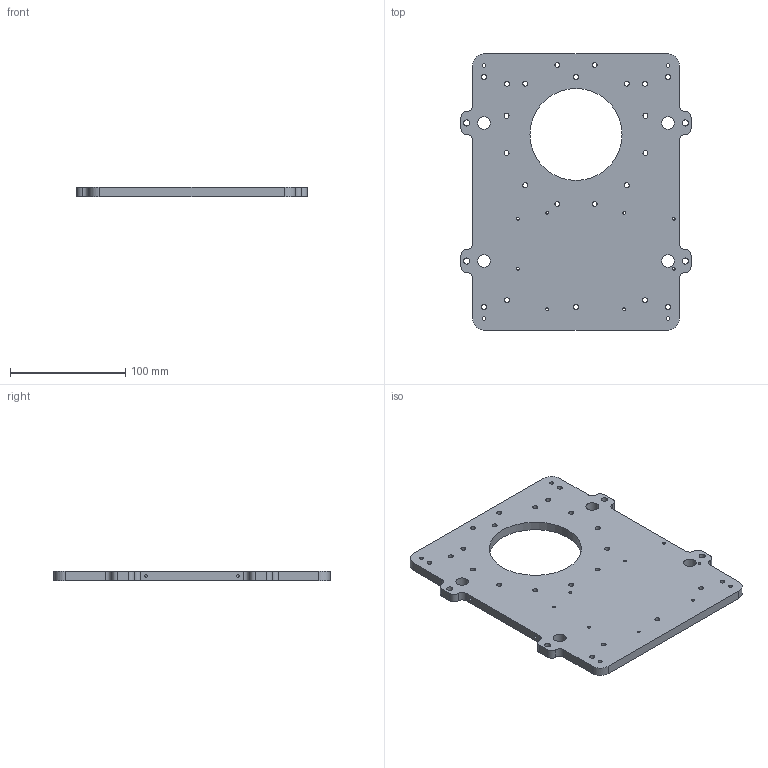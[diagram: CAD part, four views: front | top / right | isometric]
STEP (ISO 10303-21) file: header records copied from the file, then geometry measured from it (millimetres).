
FILE_DESCRIPTION(/* description */ (''),/* implementation_level */ '2;1');
FILE_NAME(/* name */ 'alminium_base1.stp',/* time_stamp */ '2021-08-16T08:34:19+09:00',/* author */ ('yuta0'),/* organization */ (''),/* preprocessor_version */ 'ST-DEVELOPER v18.1',/* originating_system */ 'Autodesk Inventor 2021',/* authorisation */ '');
FILE_SCHEMA (('AUTOMOTIVE_DESIGN { 1 0 10303 214 3 1 1 }'));
Length unit declared in the file: millimetre
Products named in the file (1): base5
Bounding box: 200 x 240 x 8 mm (x, y, z)
Volume: 301870.7 mm3; surface area: 90878.3 mm2
Topology: 1 solids, 1 shells, 117 faces, 360 edges, 261 vertices
Faces by surface type: cylinder 83, plane 30, cone 4
Full cylindrical faces by diameter (mm): 2.459 x12, 3.2 x4, 4.134 x10, 4.3 x12, 5.3 x4, 6.5 x4, 8 x12, 11 x4, 80 x1
Entity records: 4444 total; most frequent: DIRECTION 825, CARTESIAN_POINT 735, ORIENTED_EDGE 712, EDGE_CURVE 356, AXIS2_PLACEMENT_3D 351, VERTEX_POINT 261, CIRCLE 233, EDGE_LOOP 223
